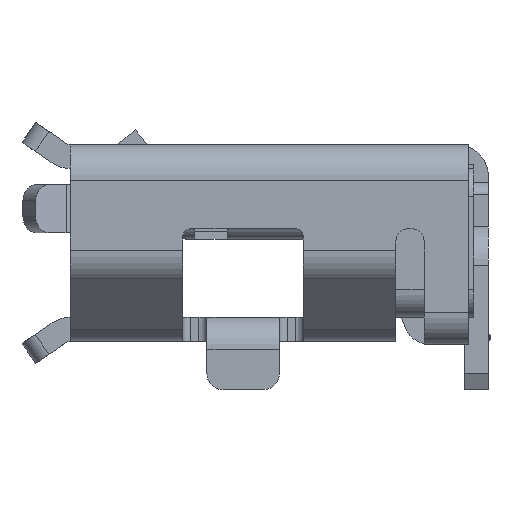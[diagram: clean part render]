
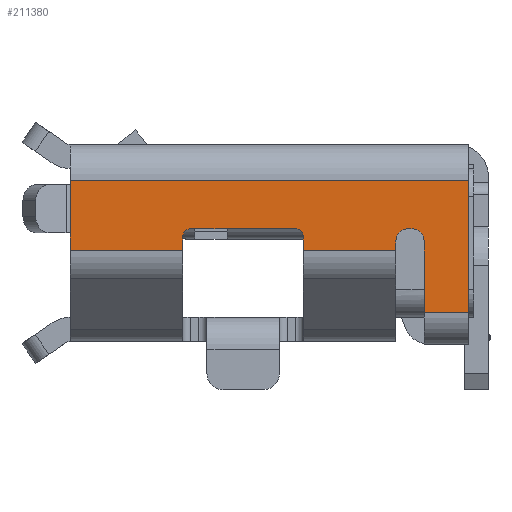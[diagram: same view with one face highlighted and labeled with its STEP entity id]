
A CAD part, left-side view. The second image highlights one B-rep face of the part: STEP entity #211380.
In plain terms, the highlighted planar face has unit normal (-1, 0, 0).
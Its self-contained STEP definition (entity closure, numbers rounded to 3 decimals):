
#199210=CARTESIAN_POINT('',(-3.75,0.7,-0.025)
);
#199220=DIRECTION('',(-1.,0.,0.));
#199230=DIRECTION('',(-0.,0.,1.));
#199240=AXIS2_PLACEMENT_3D('',#199210,#199220,#199230);
#199250=CIRCLE('',#199240,0.15);
#199260=CARTESIAN_POINT('',(-3.75,0.7,-0.175));
#199270=VERTEX_POINT('',#199260);
#199280=CARTESIAN_POINT('',(-3.75,0.55,-0.025)
);
#199290=VERTEX_POINT('',#199280);
#199300=EDGE_CURVE('',#199270,#199290,#199250,.T.);
#199550=CARTESIAN_POINT('',(-3.75,-3.2,-0.175));
#199560=DIRECTION('',(0.,1.,0.));
#199570=VECTOR('',#199560,1.);
#199580=LINE('',#199550,#199570);
#199590=CARTESIAN_POINT('',(-3.75,0.75,-0.175));
#199600=VERTEX_POINT('',#199590);
#199610=EDGE_CURVE('',#199270,#199600,#199580,.T.);
#199820=CARTESIAN_POINT('',(-3.75,1.45,0.865));
#199830=VERTEX_POINT('',#199820);
#199880=CARTESIAN_POINT('',(-3.75,1.45,0.025));
#199890=DIRECTION('',(-0.,0.,1.));
#199900=VECTOR('',#199890,1.);
#199910=LINE('',#199880,#199900);
#199920=CARTESIAN_POINT('',(-3.75,1.45,-0.775));
#199930=VERTEX_POINT('',#199920);
#199940=EDGE_CURVE('',#199930,#199830,#199910,.T.);
#203050=CARTESIAN_POINT('',(-3.75,-2.1,0.092));
#203060=VERTEX_POINT('',#203050);
#203150=CARTESIAN_POINT('',(-3.75,-3.5,0.092));
#203160=VERTEX_POINT('',#203150);
#203190=CARTESIAN_POINT('',(-3.75,-3.2,0.092));
#203200=DIRECTION('',(0.,1.,0.));
#203210=VECTOR('',#203200,1.);
#203220=LINE('',#203190,#203210);
#203230=EDGE_CURVE('',#203160,#203060,#203220,.T.);
#207030=CARTESIAN_POINT('',(-3.75,0.55,0.092))
;
#207040=VERTEX_POINT('',#207030);
#207070=CARTESIAN_POINT('',(-3.75,0.55,0.025))
;
#207080=DIRECTION('',(0.,0.,-1.));
#207090=VECTOR('',#207080,1.);
#207100=LINE('',#207070,#207090);
#207110=EDGE_CURVE('',#207040,#199290,#207100,.T.);
#207660=CARTESIAN_POINT('',(-3.75,-0.7,-0.175))
;
#207670=VERTEX_POINT('',#207660);
#207840=CARTESIAN_POINT('',(-3.75,-2.,-0.175));
#207850=VERTEX_POINT('',#207840);
#207880=CARTESIAN_POINT('',(-3.75,-1.7,-0.175));
#207890=DIRECTION('',(0.,1.,0.));
#207900=VECTOR('',#207890,1.3);
#207910=LINE('',#207880,#207900);
#207920=EDGE_CURVE('',#207850,#207670,#207910,.T.);
#209800=CARTESIAN_POINT('',(-3.75,-0.6,0.092)
);
#209810=VERTEX_POINT('',#209800);
#210300=CARTESIAN_POINT('',(-3.75,-0.6,-0.075
));
#210310=VERTEX_POINT('',#210300);
#210340=CARTESIAN_POINT('',(-3.75,-0.6,0.025)
);
#210350=DIRECTION('',(-0.,0.,1.));
#210360=VECTOR('',#210350,1.);
#210370=LINE('',#210340,#210360);
#210380=EDGE_CURVE('',#210310,#209810,#210370,.T.);
#210430=CARTESIAN_POINT('',(-3.75,-1.175,0.));
#210440=DIRECTION('',(-1.,0.,-0.));
#210450=DIRECTION('',(-0.,0.,1.));
#210460=AXIS2_PLACEMENT_3D('',#210430,#210440,#210450);
#210470=PLANE('',#210460);
#210480=CARTESIAN_POINT('',(-3.75,0.9,0.025))
;
#210490=DIRECTION('',(-0.,0.,1.));
#210500=VECTOR('',#210490,1.);
#210510=LINE('',#210480,#210500);
#210520=CARTESIAN_POINT('',(-3.75,0.9,-0.025)
);
#210530=VERTEX_POINT('',#210520);
#210540=CARTESIAN_POINT('',(-3.75,0.9,0.865));
#210550=VERTEX_POINT('',#210540);
#210560=EDGE_CURVE('',#210530,#210550,#210510,.T.);
#210570=ORIENTED_EDGE('',*,*,#210560,.T.);
#210580=CARTESIAN_POINT('',(-3.75,0.75,-0.025)
);
#210590=DIRECTION('',(-1.,0.,0.));
#210600=DIRECTION('',(-0.,0.,1.));
#210610=AXIS2_PLACEMENT_3D('',#210580,#210590,#210600);
#210620=CIRCLE('',#210610,0.15);
#210630=EDGE_CURVE('',#210530,#199600,#210620,.T.);
#210640=ORIENTED_EDGE('',*,*,#210630,.F.);
#210650=ORIENTED_EDGE('',*,*,#199610,.T.);
#210660=ORIENTED_EDGE('',*,*,#199300,.F.);
#210670=ORIENTED_EDGE('',*,*,#207110,.T.);
#210680=CARTESIAN_POINT('',(-3.75,-3.2,0.092));
#210690=DIRECTION('',(0.,1.,0.));
#210700=VECTOR('',#210690,1.);
#210710=LINE('',#210680,#210700);
#210720=EDGE_CURVE('',#209810,#207040,#210710,.T.);
#210730=ORIENTED_EDGE('',*,*,#210720,.T.);
#210740=ORIENTED_EDGE('',*,*,#210380,.T.);
#210750=CARTESIAN_POINT('',(-3.75,-0.7,-0.075
));
#210760=DIRECTION('',(-1.,0.,0.));
#210770=DIRECTION('',(0.,1.,0.));
#210780=AXIS2_PLACEMENT_3D('',#210750,#210760,#210770);
#210790=CIRCLE('',#210780,0.1);
#210800=EDGE_CURVE('',#210310,#207670,#210790,.T.);
#210810=ORIENTED_EDGE('',*,*,#210800,.F.);
#210820=ORIENTED_EDGE('',*,*,#207920,.T.);
#210830=CARTESIAN_POINT('',(-3.75,-2.,-0.075));
#210840=DIRECTION('',(-1.,0.,0.));
#210850=DIRECTION('',(0.,0.,-1.));
#210860=AXIS2_PLACEMENT_3D('',#210830,#210840,#210850);
#210870=CIRCLE('',#210860,0.1);
#210880=CARTESIAN_POINT('',(-3.75,-2.1,-0.075));
#210890=VERTEX_POINT('',#210880);
#210900=EDGE_CURVE('',#207850,#210890,#210870,.T.);
#210910=ORIENTED_EDGE('',*,*,#210900,.F.);
#210920=CARTESIAN_POINT('',(-3.75,-2.1,0.025));
#210930=DIRECTION('',(-0.,0.,1.));
#210940=VECTOR('',#210930,1.);
#210950=LINE('',#210920,#210940);
#210960=EDGE_CURVE('',#210890,#203060,#210950,.T.);
#210970=ORIENTED_EDGE('',*,*,#210960,.F.);
#210980=ORIENTED_EDGE('',*,*,#203230,.T.);
#210990=CARTESIAN_POINT('',(-3.75,-3.5,0.025));
#211000=DIRECTION('',(-0.,0.,1.));
#211010=VECTOR('',#211000,1.);
#211020=LINE('',#210990,#211010);
#211030=CARTESIAN_POINT('',(-3.75,-3.5,-0.125));
#211040=VERTEX_POINT('',#211030);
#211050=EDGE_CURVE('',#211040,#203160,#211020,.T.);
#211060=ORIENTED_EDGE('',*,*,#211050,.T.);
#211070=CARTESIAN_POINT('',(-3.75,-3.5,-0.111));
#211080=DIRECTION('',(0.,0.,-1.));
#211090=VECTOR('',#211080,1.);
#211100=LINE('',#211070,#211090);
#211110=CARTESIAN_POINT('',(-3.75,-3.5,-0.725));
#211120=VERTEX_POINT('',#211110);
#211130=EDGE_CURVE('',#211040,#211120,#211100,.T.);
#211140=ORIENTED_EDGE('',*,*,#211130,.F.);
#211150=CARTESIAN_POINT('',(-3.75,-3.5,-0.775));
#211160=DIRECTION('',(-0.,0.,1.));
#211170=VECTOR('',#211160,0.05);
#211180=LINE('',#211150,#211170);
#211190=CARTESIAN_POINT('',(-3.75,-3.5,-0.775));
#211200=VERTEX_POINT('',#211190);
#211210=EDGE_CURVE('',#211200,#211120,#211180,.T.);
#211220=ORIENTED_EDGE('',*,*,#211210,.T.);
#211230=CARTESIAN_POINT('',(-3.75,1.243,-0.775));
#211240=DIRECTION('',(0.,-1.,0.));
#211250=VECTOR('',#211240,1.);
#211260=LINE('',#211230,#211250);
#211270=EDGE_CURVE('',#199930,#211200,#211260,.T.);
#211280=ORIENTED_EDGE('',*,*,#211270,.T.);
#211290=ORIENTED_EDGE('',*,*,#199940,.F.);
#211300=CARTESIAN_POINT('',(-3.75,-3.2,0.865));
#211310=DIRECTION('',(0.,1.,0.));
#211320=VECTOR('',#211310,1.);
#211330=LINE('',#211300,#211320);
#211340=EDGE_CURVE('',#210550,#199830,#211330,.T.);
#211350=ORIENTED_EDGE('',*,*,#211340,.T.);
#211360=EDGE_LOOP('',(#211350,#211290,#211280,#211220,#211140,#211060,
#210980,#210970,#210910,#210820,#210810,#210740,#210730,#210670,#210660,
#210650,#210640,#210570));
#211370=FACE_OUTER_BOUND('',#211360,.T.);
#211380=ADVANCED_FACE('',(#211370),#210470,.T.);
